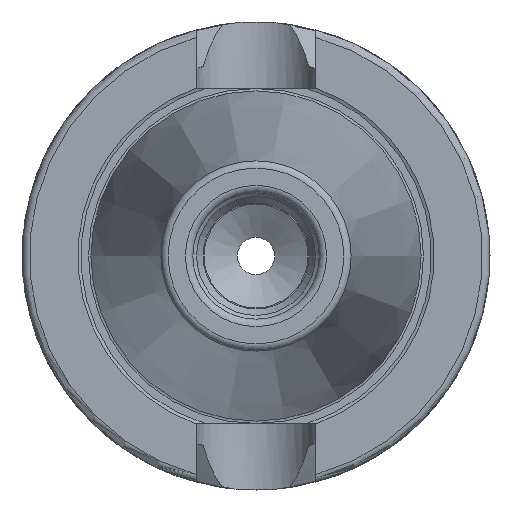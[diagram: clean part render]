
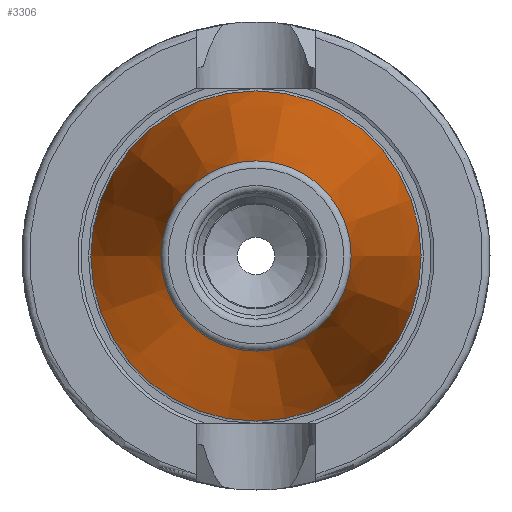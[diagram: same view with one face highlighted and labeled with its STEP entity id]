
A CAD part, left-side view. The second image highlights one B-rep face of the part: STEP entity #3306.
In plain terms, the highlighted conical face has half-angle 8.297 degrees and reference radius 17.519 mm.
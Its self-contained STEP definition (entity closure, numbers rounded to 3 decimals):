
#3272=CARTESIAN_POINT('',(-64.544,12.812,0.0));
#3273=VERTEX_POINT('',#3272);
#3274=CARTESIAN_POINT('',(-64.544,0.,0.0));
#3275=DIRECTION('',(1.0,0.0,0.0));
#3276=DIRECTION('',(0.0,1.0,0.0));
#3277=AXIS2_PLACEMENT_3D('',#3274,#3275,#3276);
#3278=CIRCLE('',#3277,12.812);
#3279=EDGE_CURVE('',#3273,#3273,#3278,.T.);
#3287=CARTESIAN_POINT('',(-32.272,0.,0.0));
#3288=DIRECTION('',(1.0,0.0,0.0));
#3289=DIRECTION('',(0.0,1.0,0.0));
#3290=AXIS2_PLACEMENT_3D('',#3287,#3288,#3289);
#3291=CONICAL_SURFACE('',#3290,17.519,8.297);
#3292=CARTESIAN_POINT('',(0.,22.225,0.0));
#3293=VERTEX_POINT('',#3292);
#3294=CARTESIAN_POINT('',(0.,0.,0.0));
#3295=DIRECTION('',(1.0,0.0,0.0));
#3296=DIRECTION('',(0.0,1.0,0.0));
#3297=AXIS2_PLACEMENT_3D('',#3294,#3295,#3296);
#3298=CIRCLE('',#3297,22.225);
#3299=EDGE_CURVE('',#3293,#3293,#3298,.T.);
#3300=ORIENTED_EDGE('',*,*,#3299,.F.);
#3301=EDGE_LOOP('',(#3300));
#3302=FACE_OUTER_BOUND('',#3301,.T.);
#3303=ORIENTED_EDGE('',*,*,#3279,.T.);
#3304=EDGE_LOOP('',(#3303));
#3305=FACE_BOUND('',#3304,.T.);
#3306=ADVANCED_FACE('',(#3302,#3305),#3291,.T.);
